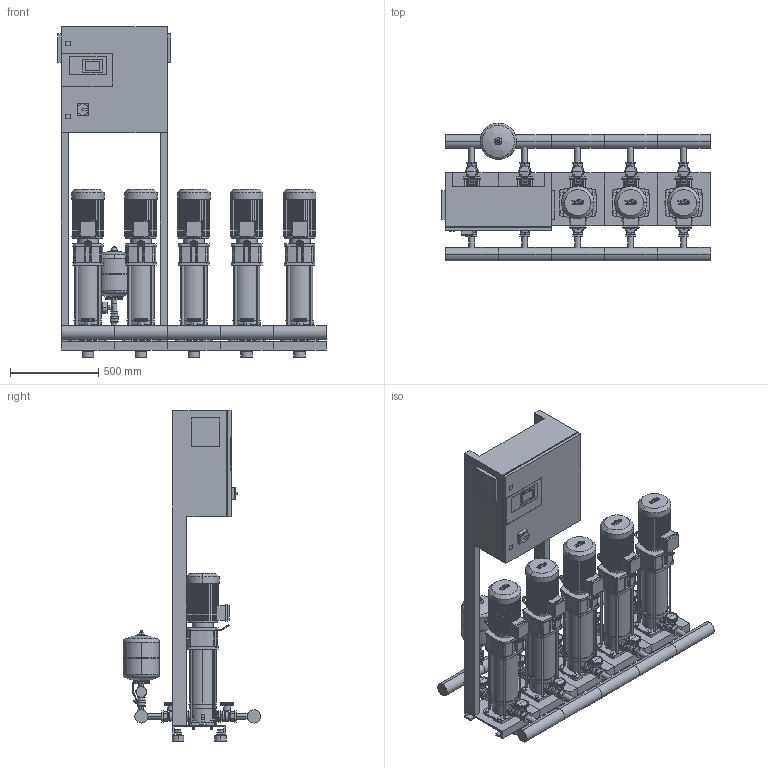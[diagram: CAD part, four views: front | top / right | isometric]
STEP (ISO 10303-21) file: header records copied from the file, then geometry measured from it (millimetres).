
FILE_DESCRIPTION((''),'2;1');
FILE_NAME('3d_CO-5HELIXV410_K_CC-01-2536440.stp','2016-01-25T08:16:32',(''),(''),'Mechanical Desktop 2009','Mechanical Desktop 2009',', , ');
FILE_SCHEMA(('CONFIG_CONTROL_DESIGN'));
Length unit declared in the file: millimetre
Products named in the file (1): Product
Bounding box: 1520 x 780.05 x 1870 mm (x, y, z)
Volume: 222492030 mm3; surface area: 11259102.5 mm2
Topology: 198 solids, 198 shells, 6090 faces, 15627 edges, 10271 vertices
Faces by surface type: plane 2779, cylinder 1665, bspline 1366, cone 252, torus 26, sphere 2
Entity records: 194813 total; most frequent: CARTESIAN_POINT 47241, ORIENTED_EDGE 31214, DIRECTION 28884, EDGE_CURVE 15607, VERTEX_POINT 10265, VECTOR 10264, LINE 10264, AXIS2_PLACEMENT_3D 9310
